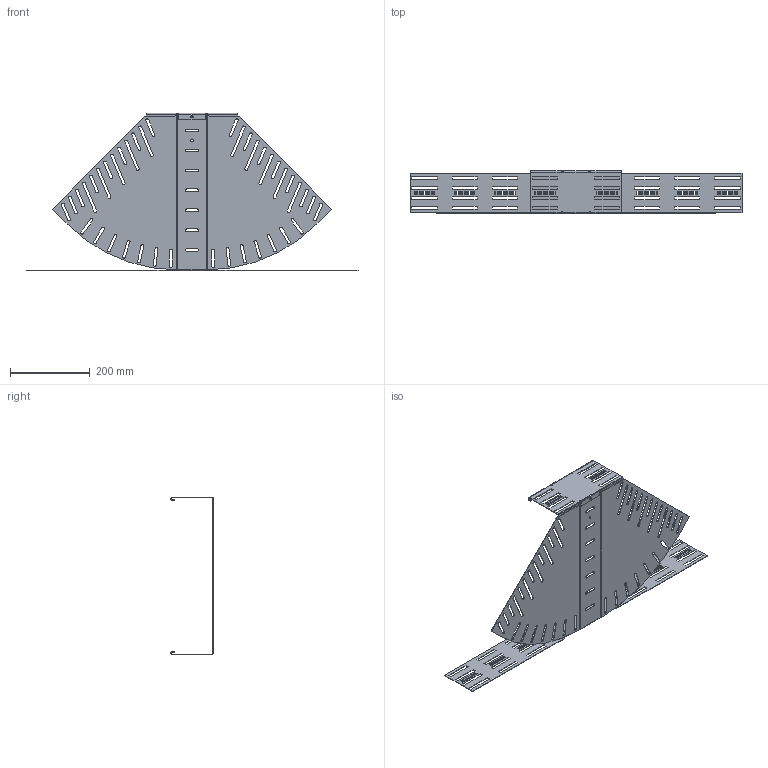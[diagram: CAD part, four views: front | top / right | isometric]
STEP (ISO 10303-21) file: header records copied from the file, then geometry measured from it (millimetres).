
FILE_DESCRIPTION (( 'STEP AP214' ), '1' );
FILE_NAME ('6037308.STEP', '2024-10-25T07:14:42', ( '' ), ( '' ), 'SwSTEP 2.0', 'SolidWorks 2024', '' );
FILE_SCHEMA (( 'AUTOMOTIVE_DESIGN' ));
Length unit declared in the file: millimetre
Products named in the file (3): 6037308; 167655_110x0°; 181531_400
Assembly tree (2 placements, depth 2):
  6037308
    181531_400
    167655_110x0°
Bounding box: 834 x 107 x 395 mm (x, y, z)
Volume: 332089.5 mm3; surface area: 550981.5 mm2
Topology: 2 solids, 2 shells, 920 faces, 2652 edges, 1736 vertices
Faces by surface type: plane 604, cylinder 306, bspline 10
Entity records: 30962 total; most frequent: CARTESIAN_POINT 5681, ORIENTED_EDGE 5304, DIRECTION 5034, EDGE_CURVE 2652, VECTOR 2020, LINE 2020, VERTEX_POINT 1736, AXIS2_PLACEMENT_3D 1507
